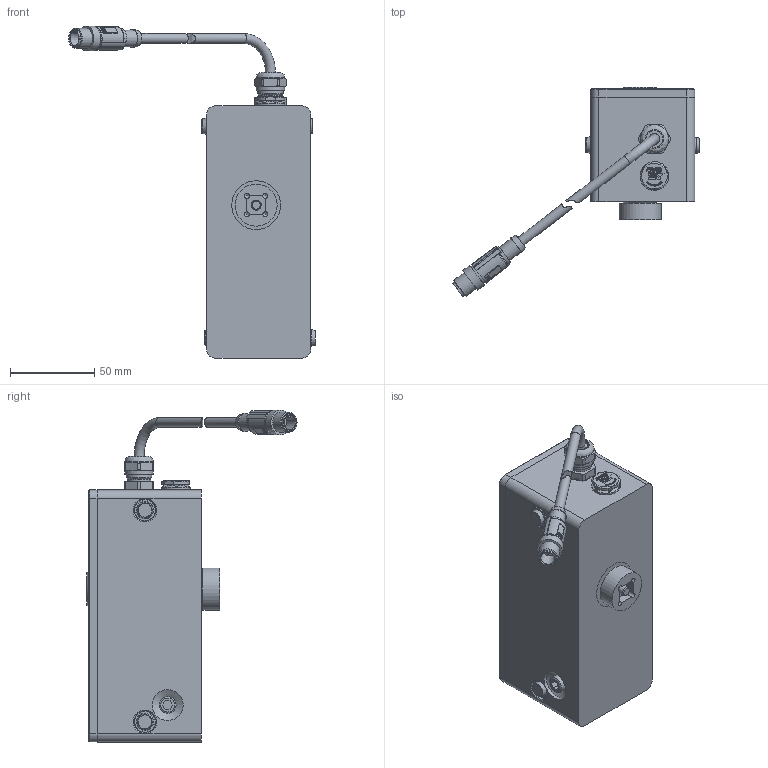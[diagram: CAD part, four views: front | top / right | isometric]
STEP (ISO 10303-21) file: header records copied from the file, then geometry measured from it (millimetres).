
FILE_DESCRIPTION (( 'STEP AP214' ), '1' );
FILE_NAME ('Tuerschliesser1.STEP', '2018-10-22T08:04:01', ( '' ), ( '' ), 'SwSTEP 2.0', 'SolidWorks 2015', '' );
FILE_SCHEMA (( 'AUTOMOTIVE_DESIGN' ));
Length unit declared in the file: millimetre
Products named in the file (1): Tuerschliesser1
Bounding box: 146.94 x 125 x 197.62 mm (x, y, z)
Surface area: 70127.9 mm2 (no closed solid volume)
Topology: 0 solids, 37 shells, 1554 faces, 4146 edges, 2726 vertices
Faces by surface type: plane 1227, cylinder 157, cone 101, bspline 50, torus 19
Full cylindrical faces by diameter (mm): 3 x4, 3.5 x1, 4 x4, 4.5 x1, 5.45 x1, 5.9 x3, 6 x2, 6.4 x2, 6.5 x1, 7.64 x4, 9.7 x1, 10 x4, 10.4 x1, 11 x1, 12 x2, 12.6 x4, 13 x3, 13.86 x2, 14 x1, 14.8 x1, 15.2 x2, 17 x3, 18.5 x1, 21 x4, 25 x1, 29 x2
Entity records: 72527 total; most frequent: CARTESIAN_POINT 17624, ORIENTED_EDGE 7866, DIRECTION 7199, EDGE_CURVE 3965, LINE 3233, VECTOR 3233, VERTEX_POINT 2682, AXIS2_PLACEMENT_3D 1983
